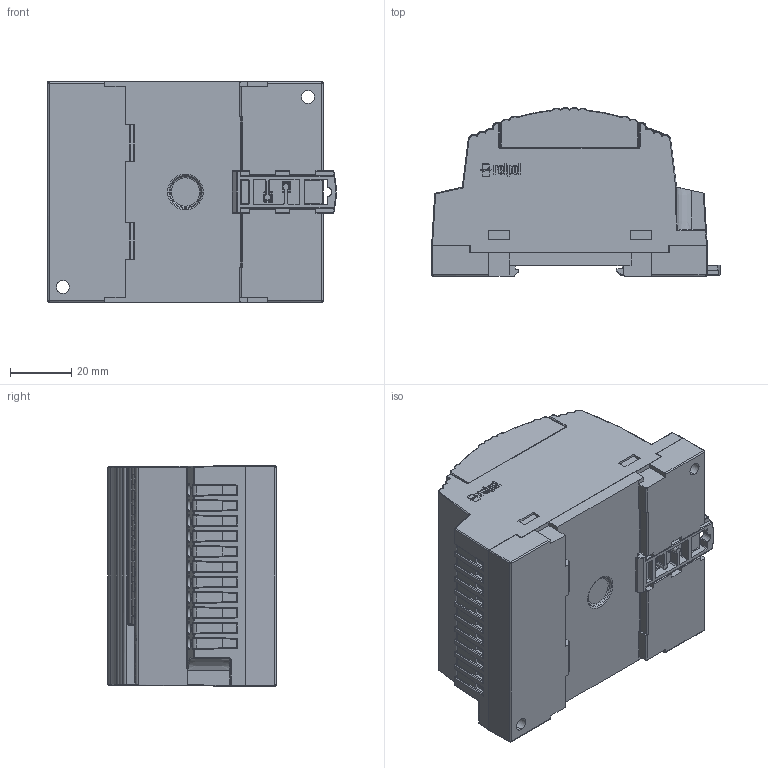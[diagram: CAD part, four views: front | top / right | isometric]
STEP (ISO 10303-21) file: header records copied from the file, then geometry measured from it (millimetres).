
FILE_DESCRIPTION (( 'STEP AP214' ), '1' );
FILE_NAME ('NEED 08-04 z zaczepem.STEP', '2016-05-20T08:50:39', ( '' ), ( '' ), 'SwSTEP 2.0', 'SolidWorks 2016', '' );
FILE_SCHEMA (( 'AUTOMOTIVE_DESIGN' ));
Length unit declared in the file: millimetre
Products named in the file (1): NEED 08-04 z zaczepem
Bounding box: 94.28 x 54.96 x 72.04 mm (x, y, z)
Volume: 272562.4 mm3; surface area: 42547.3 mm2
Topology: 2 solids, 15 shells, 2525 faces, 6509 edges, 4089 vertices
Faces by surface type: plane 1344, cylinder 561, bspline 455, sphere 101, torus 49, cone 15
Entity records: 119448 total; most frequent: CARTESIAN_POINT 35335, ORIENTED_EDGE 12920, DIRECTION 9819, EDGE_CURVE 6460, VERTEX_POINT 4082, VECTOR 4047, LINE 4047, AXIS2_PLACEMENT_3D 2886
